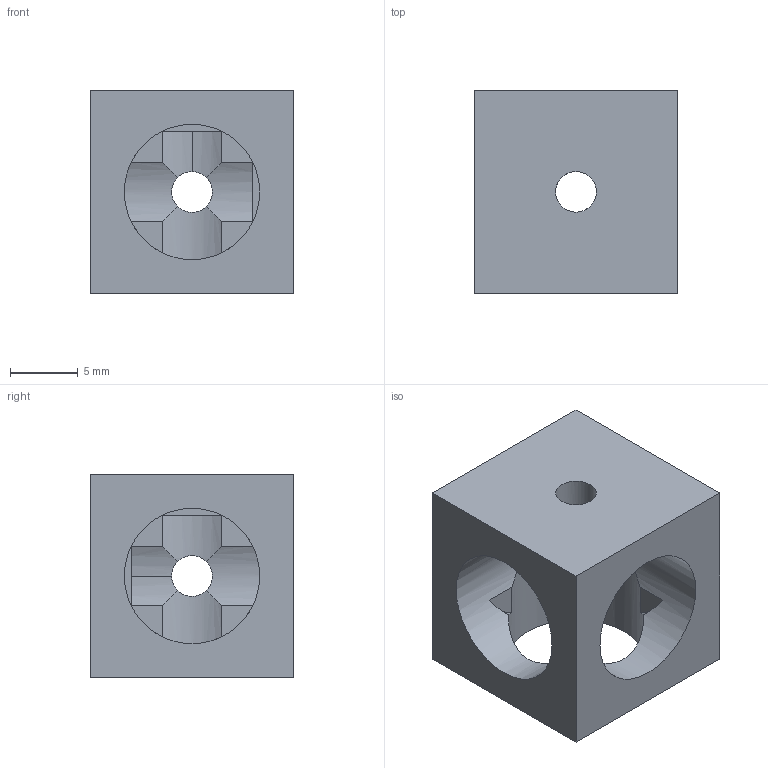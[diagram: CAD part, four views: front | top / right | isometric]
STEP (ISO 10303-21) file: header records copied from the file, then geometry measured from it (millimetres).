
FILE_DESCRIPTION(('FreeCAD Model'),'2;1');
FILE_NAME('Open CASCADE Shape Model','2024-06-24T09:11:36',(''),(''), 'Open CASCADE STEP processor 7.6','FreeCAD','Unknown');
FILE_SCHEMA(('AUTOMOTIVE_DESIGN { 1 0 10303 214 1 1 1 1 }'));
Length unit declared in the file: millimetre
Products named in the file (1): Cut005
Bounding box: 15 x 15 x 15 mm (x, y, z)
Volume: 1838.2 mm3; surface area: 1685.1 mm2
Topology: 1 solids, 1 shells, 50 faces, 126 edges, 74 vertices
Faces by surface type: cylinder 26, plane 24
Full cylindrical faces by diameter (mm): 3 x3, 10 x3
Entity records: 1805 total; most frequent: CARTESIAN_POINT 562, DIRECTION 269, ORIENTED_EDGE 252, EDGE_CURVE 126, AXIS2_PLACEMENT_3D 111, VERTEX_POINT 74, FACE_BOUND 56, EDGE_LOOP 56
